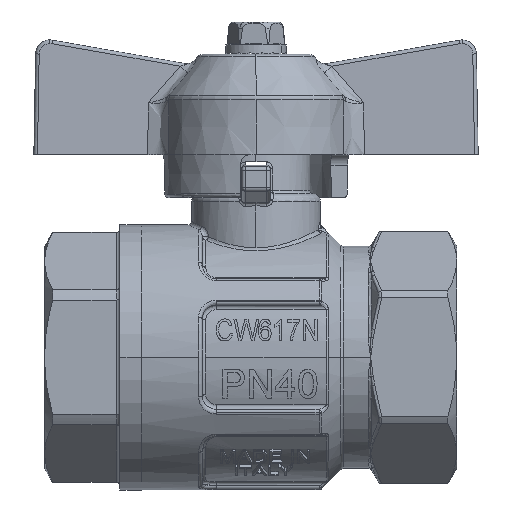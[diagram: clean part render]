
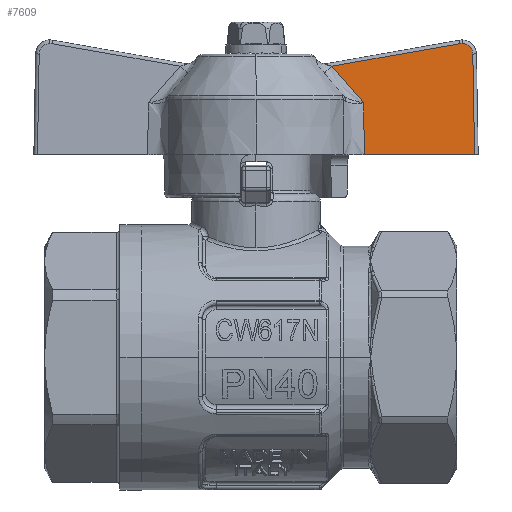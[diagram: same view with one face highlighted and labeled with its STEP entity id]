
A CAD part, top view. The second image highlights one B-rep face of the part: STEP entity #7609.
In plain terms, the highlighted planar face has unit normal (0, 0.018, 1).
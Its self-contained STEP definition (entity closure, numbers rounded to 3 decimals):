
#688 = DIRECTION ( 'NONE',  ( -1., 0., 0. ) ) ;
#717 = DIRECTION ( 'NONE',  ( 0., 0.017, 1. ) ) ;
#759 = B_SPLINE_CURVE_WITH_KNOTS ( 'NONE', 3,
 ( #9515, #22920, #34613, #17962 ),
 .UNSPECIFIED., .F., .F.,
 ( 4, 4 ),
 ( 0., 0.007 ),
 .UNSPECIFIED. ) ;
#1520 = LINE ( 'NONE', #31361, #9020 ) ;
#2388 = CARTESIAN_POINT ( 'NONE',  ( 28.755, 43.809, 1.979 ) ) ;
#3184 = PLANE ( 'NONE',  #34929 ) ;
#3747 = EDGE_CURVE ( 'NONE', #25213, #32865, #759, .T. ) ;
#4130 = CARTESIAN_POINT ( 'NONE',  ( 15.041, 34.177, 2.147 ) ) ;
#4457 = ORIENTED_EDGE ( 'NONE', *, *, #31478, .T. ) ;
#5209 = CARTESIAN_POINT ( 'NONE',  ( 28.495, 43.786, 1.98 ) ) ;
#5998 = CARTESIAN_POINT ( 'NONE',  ( -31., 28.3, 2.25 ) ) ;
#6690 = LINE ( 'NONE', #16076, #27152 ) ;
#6995 = CARTESIAN_POINT ( 'NONE',  ( 15.054, 33.117, 2.166 ) ) ;
#7472 = LINE ( 'NONE', #10104, #36268 ) ;
#7609 = ADVANCED_FACE ( 'NONE', ( #28633 ), #3184, .T. ) ;
#7939 = CARTESIAN_POINT ( 'NONE',  ( 28.668, 43.809, 1.979 ) ) ;
#8686 = EDGE_LOOP ( 'NONE', ( #12749, #13529, #22680, #20971, #10253, #4457, #22109 ) ) ;
#8989 = EDGE_CURVE ( 'NONE', #32865, #22295, #33196, .T. ) ;
#9020 = VECTOR ( 'NONE', #688, 1000. ) ;
#9477 = VERTEX_POINT ( 'NONE', #35533 ) ;
#9515 = CARTESIAN_POINT ( 'NONE',  ( 10.59, 40.629, 2.035 ) ) ;
#9726 = EDGE_CURVE ( 'NONE', #9477, #22295, #1520, .T. ) ;
#9853 = CARTESIAN_POINT ( 'NONE',  ( 15.064, 32.334, 2.18 ) ) ;
#10104 = CARTESIAN_POINT ( 'NONE',  ( 30.255, 42.326, 2.005 ) ) ;
#10253 = ORIENTED_EDGE ( 'NONE', *, *, #19957, .T. ) ;
#12489 = CARTESIAN_POINT ( 'NONE',  ( 28.755, 43.809, 1.979 ) ) ;
#12498 = CARTESIAN_POINT ( 'NONE',  ( 28.755, 43.809, 1.979 ) ) ;
#12678 = CARTESIAN_POINT ( 'NONE',  ( 15.097, 29.645, 2.227 ) ) ;
#12749 = ORIENTED_EDGE ( 'NONE', *, *, #17577, .T. ) ;
#13529 = ORIENTED_EDGE ( 'NONE', *, *, #3747, .T. ) ;
#15539 = VERTEX_POINT ( 'NONE', #35511 ) ;
#15590 = EDGE_CURVE ( 'NONE', #24362, #25639, #30579, .T. ) ;
#16051 = CARTESIAN_POINT ( 'NONE',  ( 15.024, 35.515, 2.124 ) ) ;
#16076 = CARTESIAN_POINT ( 'NONE',  ( 8.923, 40.335, 2.04 ) ) ;
#17577 = EDGE_CURVE ( 'NONE', #25639, #25213, #6690, .T. ) ;
#17943 = CARTESIAN_POINT ( 'NONE',  ( 15.024, 35.515, 2.124 ) ) ;
#17962 = CARTESIAN_POINT ( 'NONE',  ( 15.024, 35.515, 2.124 ) ) ;
#18525 = DIRECTION ( 'NONE',  ( -0.017, 1., -0.017 ) ) ;
#19957 = EDGE_CURVE ( 'NONE', #9477, #15539, #7472, .T. ) ;
#20289 = CARTESIAN_POINT ( 'NONE',  ( 10.59, 40.629, 2.035 ) ) ;
#20322 = DIRECTION ( 'NONE',  ( 0., 1., -0.017 ) ) ;
#20751 = CARTESIAN_POINT ( 'NONE',  ( 30.255, 42.335, 2.005 ) ) ;
#20971 = ORIENTED_EDGE ( 'NONE', *, *, #9726, .F. ) ;
#22109 = ORIENTED_EDGE ( 'NONE', *, *, #15590, .T. ) ;
#22295 = VERTEX_POINT ( 'NONE', #34227 ) ;
#22680 = ORIENTED_EDGE ( 'NONE', *, *, #8989, .T. ) ;
#22920 = CARTESIAN_POINT ( 'NONE',  ( 12.079, 38.934, 2.064 ) ) ;
#23604 = CARTESIAN_POINT ( 'NONE',  ( 15.032, 34.846, 2.136 ) ) ;
#23717 = CARTESIAN_POINT ( 'NONE',  ( 15.049, 33.508, 2.159 ) ) ;
#24267 = DIRECTION ( 'NONE',  ( -0.985, -0.174, 0.003 ) ) ;
#24362 = VERTEX_POINT ( 'NONE', #12489 ) ;
#25213 = VERTEX_POINT ( 'NONE', #20289 ) ;
#25639 = VERTEX_POINT ( 'NONE', #26627 ) ;
#26297 = CARTESIAN_POINT ( 'NONE',  ( 30.24, 43.201, 1.99 ) ) ;
#26463 = CARTESIAN_POINT ( 'NONE',  ( 15.059, 32.725, 2.173 ) ) ;
#26627 = CARTESIAN_POINT ( 'NONE',  ( 28.495, 43.786, 1.98 ) ) ;
#27152 = VECTOR ( 'NONE', #24267, 1000. ) ;
#28633 = FACE_OUTER_BOUND ( 'NONE', #8686, .T. ) ;
#29104 = CARTESIAN_POINT ( 'NONE',  ( 29.622, 43.809, 1.979 ) ) ;
#29312 = CARTESIAN_POINT ( 'NONE',  ( 15.08, 30.989, 2.203 ) ) ;
#30579 =( BOUNDED_CURVE ( )  B_SPLINE_CURVE ( 3, ( #2388, #7939, #35859, #5209 ),
 .UNSPECIFIED., .F., .F. ) 
 B_SPLINE_CURVE_WITH_KNOTS ( ( 4, 4 ),
 ( 0., 0.175 ),
 .UNSPECIFIED. ) 
 CURVE ( )  GEOMETRIC_REPRESENTATION_ITEM ( )  RATIONAL_B_SPLINE_CURVE ( ( 1., 0.997, 0.997, 1. ) ) 
 REPRESENTATION_ITEM ( '' )  );
#31361 = CARTESIAN_POINT ( 'NONE',  ( -31., 28.3, 2.25 ) ) ;
#31465 =( BOUNDED_CURVE ( )  B_SPLINE_CURVE ( 3, ( #20751, #26297, #29104, #12498 ),
 .UNSPECIFIED., .F., .F. ) 
 B_SPLINE_CURVE_WITH_KNOTS ( ( 4, 4 ),
 ( 4.73, 6.283 ),
 .UNSPECIFIED. ) 
 CURVE ( )  GEOMETRIC_REPRESENTATION_ITEM ( )  RATIONAL_B_SPLINE_CURVE ( ( 1., 0.809, 0.809, 1. ) ) 
 REPRESENTATION_ITEM ( '' )  );
#31478 = EDGE_CURVE ( 'NONE', #15539, #24362, #31465, .T. ) ;
#32116 = CARTESIAN_POINT ( 'NONE',  ( 15.114, 28.3, 2.25 ) ) ;
#32865 = VERTEX_POINT ( 'NONE', #16051 ) ;
#33196 = B_SPLINE_CURVE_WITH_KNOTS ( 'NONE', 3,
 ( #17943, #23604, #4130, #23717, #6995, #26463, #9853, #29312, #12678, #32116 ),
 .UNSPECIFIED., .F., .F.,
 ( 4, 3, 3, 4 ),
 ( -0.002, 0., 0.001, 0.005 ),
 .UNSPECIFIED. ) ;
#34227 = CARTESIAN_POINT ( 'NONE',  ( 15.114, 28.3, 2.25 ) ) ;
#34613 = CARTESIAN_POINT ( 'NONE',  ( 13.554, 37.227, 2.094 ) ) ;
#34929 = AXIS2_PLACEMENT_3D ( 'NONE', #5998, #717, #20322 ) ;
#35511 = CARTESIAN_POINT ( 'NONE',  ( 30.255, 42.335, 2.005 ) ) ;
#35533 = CARTESIAN_POINT ( 'NONE',  ( 30.5, 28.3, 2.25 ) ) ;
#35859 = CARTESIAN_POINT ( 'NONE',  ( 28.581, 43.801, 1.979 ) ) ;
#36268 = VECTOR ( 'NONE', #18525, 1000. ) ;
